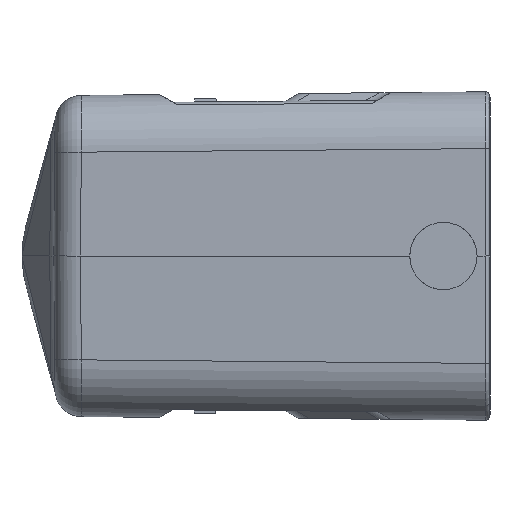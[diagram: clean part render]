
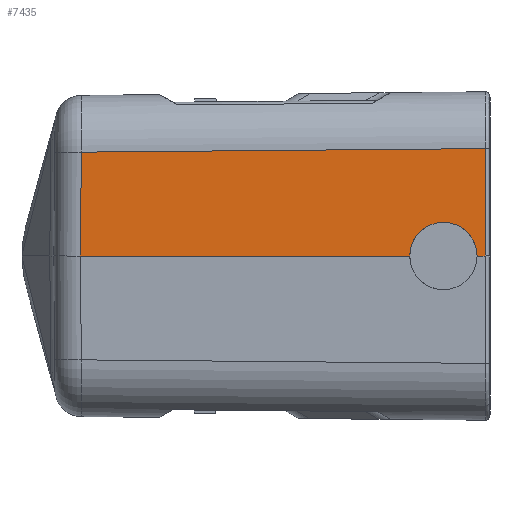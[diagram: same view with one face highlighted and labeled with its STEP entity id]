
A CAD part, left-side view. The second image highlights one B-rep face of the part: STEP entity #7435.
In plain terms, the highlighted planar face has unit normal (-1, 0.009, 0.009).
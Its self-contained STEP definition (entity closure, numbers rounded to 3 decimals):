
#648=DIRECTION('',(0.009,0.,1.));
#649=VECTOR('',#648,14.062);
#650=CARTESIAN_POINT('',(-36.496,70.504,
0.));
#651=LINE('',#650,#649);
#652=DIRECTION('',(0.009,-0.009,1.));
#653=VECTOR('',#652,13.601);
#654=CARTESIAN_POINT('',(-36.033,123.531,
0.));
#655=LINE('',#654,#653);
#656=DIRECTION('',(-0.009,-1.,0.009));
#657=VECTOR('',#656,52.912);
#658=CARTESIAN_POINT('',(-35.915,123.412,13.6));
#659=LINE('',#658,#657);
#660=CARTESIAN_POINT('',(-36.409,80.4,
0.));
#661=CARTESIAN_POINT('',(-36.406,80.4,0.359));
#662=CARTESIAN_POINT('',(-36.401,80.315,1.058));
#663=CARTESIAN_POINT('',(-36.395,79.936,2.063));
#664=CARTESIAN_POINT('',(-36.393,79.327,2.943));
#665=CARTESIAN_POINT('',(-36.394,78.536,3.648));
#666=CARTESIAN_POINT('',(-36.398,77.587,4.15));
#667=CARTESIAN_POINT('',(-36.404,76.547,4.409));
#668=CARTESIAN_POINT('',(-36.414,75.477,4.412));
#669=CARTESIAN_POINT('',(-36.425,74.438,4.159));
#670=CARTESIAN_POINT('',(-36.438,73.487,3.664));
#671=CARTESIAN_POINT('',(-36.451,72.687,2.96));
#672=CARTESIAN_POINT('',(-36.464,72.07,2.075));
#673=CARTESIAN_POINT('',(-36.476,71.686,1.061));
#674=CARTESIAN_POINT('',(-36.483,71.6,0.361));
#675=CARTESIAN_POINT('',(-36.486,71.6,
0.));
#702=DIRECTION('',(-0.009,-1.,-0.001));
#703=VECTOR('',#702,0.591);
#704=CARTESIAN_POINT('',(-36.486,71.6,
0.));
#705=LINE('',#704,#703);
#706=DIRECTION('',(-0.009,-1.,0.));
#707=VECTOR('',#706,0.504);
#708=CARTESIAN_POINT('',(-36.491,71.009,
0.));
#709=LINE('',#708,#707);
#718=DIRECTION('',(-0.009,-1.,0.));
#719=VECTOR('',#718,43.132);
#720=CARTESIAN_POINT('',(-36.033,123.531,
0.));
#721=LINE('',#720,#719);
#5694=CARTESIAN_POINT('',(-36.496,70.504,
0.));
#5695=CARTESIAN_POINT('',(-36.373,70.504,14.061));
#5696=VERTEX_POINT('',#5694);
#5697=VERTEX_POINT('',#5695);
#5698=VERTEX_POINT('',#660);
#5699=VERTEX_POINT('',#675);
#5700=CARTESIAN_POINT('',(-36.033,123.531,
0.));
#5701=VERTEX_POINT('',#5700);
#5702=CARTESIAN_POINT('',(-35.915,123.412,13.6));
#5703=VERTEX_POINT('',#5702);
#5704=CARTESIAN_POINT('',(-36.491,71.009,
0.));
#5705=VERTEX_POINT('',#5704);
#7415=CARTESIAN_POINT('',(-36.302,70.,22.725));
#7416=DIRECTION('',(-1.,0.009,0.009));
#7417=DIRECTION('',(-0.009,0.,-1.));
#7418=AXIS2_PLACEMENT_3D('',#7415,#7416,#7417);
#7419=PLANE('',#7418);
#7421=ORIENTED_EDGE('',*,*,#7420,.F.);
#7423=ORIENTED_EDGE('',*,*,#7422,.F.);
#7425=ORIENTED_EDGE('',*,*,#7424,.T.);
#7427=ORIENTED_EDGE('',*,*,#7426,.T.);
#7428=ORIENTED_EDGE('',*,*,#7405,.F.);
#7430=ORIENTED_EDGE('',*,*,#7429,.F.);
#7432=ORIENTED_EDGE('',*,*,#7431,.F.);
#7433=EDGE_LOOP('',(#7421,#7423,#7425,#7427,#7428,#7430,#7432));
#7434=FACE_OUTER_BOUND('',#7433,.F.);
#676=B_SPLINE_CURVE_WITH_KNOTS('',3,(#660,#661,#662,#663,#664,#665,#666,#667,
#668,#669,#670,#671,#672,#673,#674,#675),.UNSPECIFIED.,.F.,.F.,(4,1,1,1,1,1,1,1,
1,1,1,1,1,4),(0.,0.077,0.154,0.231,
0.308,0.385,0.462,0.538,
0.615,0.692,0.769,0.846,
0.923,1.),.UNSPECIFIED.);
#7405=EDGE_CURVE('',#5696,#5697,#651,.T.);
#7420=EDGE_CURVE('',#5698,#5699,#676,.T.);
#7422=EDGE_CURVE('',#5701,#5698,#721,.T.);
#7424=EDGE_CURVE('',#5701,#5703,#655,.T.);
#7426=EDGE_CURVE('',#5703,#5697,#659,.T.);
#7429=EDGE_CURVE('',#5705,#5696,#709,.T.);
#7431=EDGE_CURVE('',#5699,#5705,#705,.T.);
#7435=ADVANCED_FACE('',(#7434),#7419,.T.);
